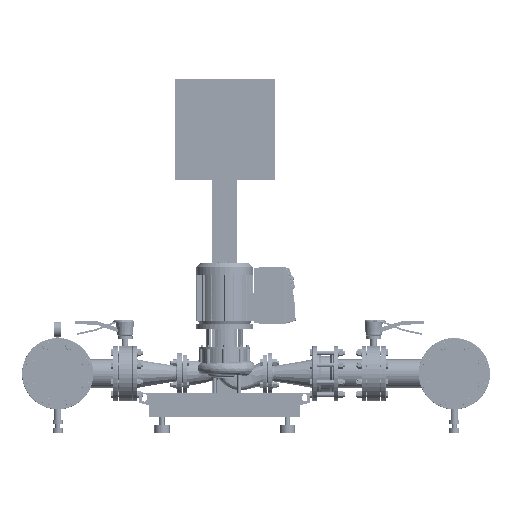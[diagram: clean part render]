
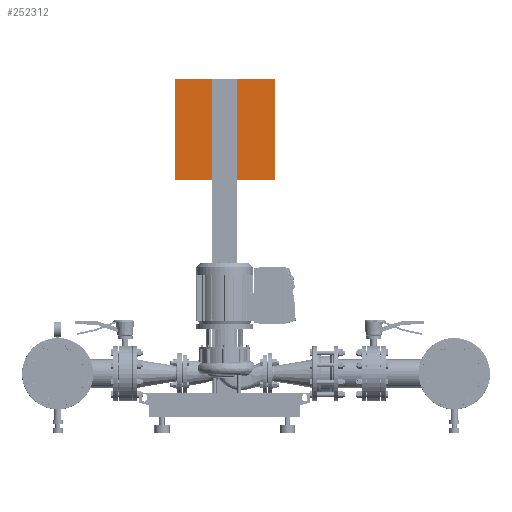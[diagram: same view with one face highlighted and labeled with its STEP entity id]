
A CAD part, left-side view. The second image highlights one B-rep face of the part: STEP entity #252312.
In plain terms, the highlighted planar face has unit normal (-1, 0, 0).
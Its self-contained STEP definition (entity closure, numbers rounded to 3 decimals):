
#252142=CARTESIAN_POINT('',(1560.0,200.,1409.0));
#252143=VERTEX_POINT('',#252142);
#252150=CARTESIAN_POINT('',(1560.0,-200.,1409.0));
#252151=VERTEX_POINT('',#252150);
#252152=CARTESIAN_POINT('',(1560.0,200.,1409.0));
#252153=DIRECTION('',(0.0,-1.0,0.0));
#252154=VECTOR('',#252153,400.0);
#252155=LINE('',#252152,#252154);
#252156=EDGE_CURVE('',#252143,#252151,#252155,.T.);
#252199=CARTESIAN_POINT('',(1560.0,-200.0,1009.0));
#252200=VERTEX_POINT('',#252199);
#252201=CARTESIAN_POINT('',(1560.0,-200.,1409.0));
#252202=DIRECTION('',(0.0,0.0,-1.0));
#252203=VECTOR('',#252202,400.0);
#252204=LINE('',#252201,#252203);
#252205=EDGE_CURVE('',#252151,#252200,#252204,.T.);
#252225=CARTESIAN_POINT('',(1560.0,200.0,1009.0));
#252226=VERTEX_POINT('',#252225);
#252233=CARTESIAN_POINT('',(1560.0,200.0,1009.0));
#252234=DIRECTION('',(0.0,0.0,1.0));
#252235=VECTOR('',#252234,400.0);
#252236=LINE('',#252233,#252235);
#252237=EDGE_CURVE('',#252226,#252143,#252236,.T.);
#252250=CARTESIAN_POINT('',(1560.0,-200.0,1009.0));
#252251=DIRECTION('',(0.0,1.0,0.0));
#252252=VECTOR('',#252251,400.0);
#252253=LINE('',#252250,#252252);
#252254=EDGE_CURVE('',#252200,#252226,#252253,.T.);
#252301=CARTESIAN_POINT('',(1560.0,0.,1209.0));
#252302=DIRECTION('',(1.0,0.0,0.0));
#252303=DIRECTION('',(0.0,1.0,0.0));
#252304=AXIS2_PLACEMENT_3D('',#252301,#252302,#252303);
#252305=PLANE('',#252304);
#252306=ORIENTED_EDGE('',*,*,#252237,.F.);
#252307=ORIENTED_EDGE('',*,*,#252254,.F.);
#252308=ORIENTED_EDGE('',*,*,#252205,.F.);
#252309=ORIENTED_EDGE('',*,*,#252156,.F.);
#252310=EDGE_LOOP('',(#252306,#252307,#252308,#252309));
#252311=FACE_OUTER_BOUND('',#252310,.T.);
#252312=ADVANCED_FACE('',(#252311),#252305,.F.);
